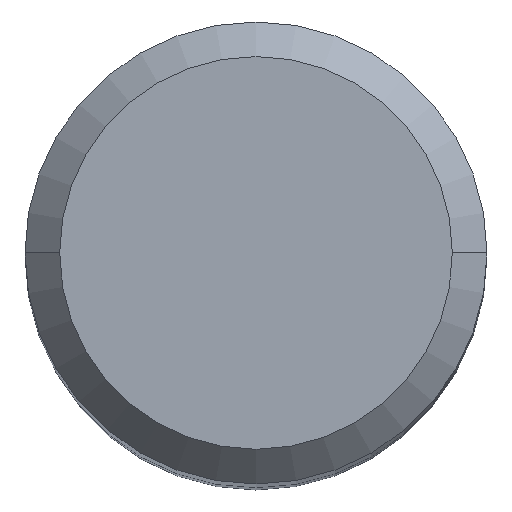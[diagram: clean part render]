
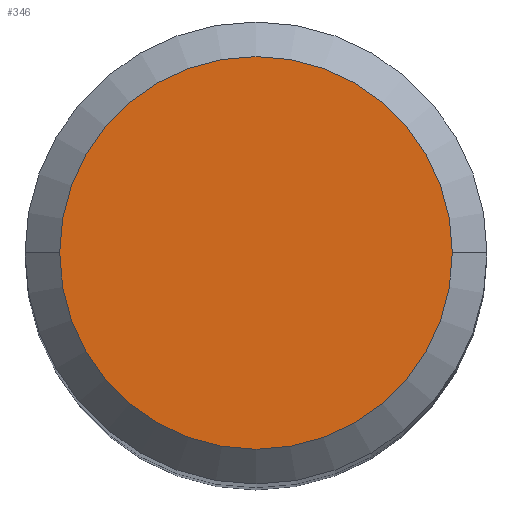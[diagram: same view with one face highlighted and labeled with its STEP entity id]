
A CAD part, top view. The second image highlights one B-rep face of the part: STEP entity #346.
In plain terms, the highlighted planar face has unit normal (0, 0, 1).
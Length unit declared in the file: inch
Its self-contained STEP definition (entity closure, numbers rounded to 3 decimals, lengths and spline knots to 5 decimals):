
#42 = AXIS2_PLACEMENT_3D ( 'NONE', #91, #52, #314 ) ;
#47 = CARTESIAN_POINT ( 'NONE',  ( -0.13387, 0., 0. ) ) ;
#52 = DIRECTION ( 'NONE',  ( 0., 0., 1. ) ) ;
#54 = CARTESIAN_POINT ( 'NONE',  ( 0., 0., 0. ) ) ;
#83 = DIRECTION ( 'NONE',  ( -1., 0., 0. ) ) ;
#91 = CARTESIAN_POINT ( 'NONE',  ( 0., 0., 0. ) ) ;
#92 = AXIS2_PLACEMENT_3D ( 'NONE', #392, #119, #83 ) ;
#98 = CARTESIAN_POINT ( 'NONE',  ( 0.13387, 0., 0. ) ) ;
#119 = DIRECTION ( 'NONE',  ( 0., 0., -1. ) ) ;
#123 = EDGE_CURVE ( 'NONE', #488, #215, #272, .T. ) ;
#198 = DIRECTION ( 'NONE',  ( 0., 0., 1. ) ) ;
#215 = VERTEX_POINT ( 'NONE', #98 ) ;
#227 = PLANE ( 'NONE',  #92 ) ;
#248 = EDGE_CURVE ( 'NONE', #215, #488, #251, .T. ) ;
#251 = CIRCLE ( 'NONE', #42, 0.13387 ) ;
#271 = DIRECTION ( 'NONE',  ( 1., 0., 0. ) ) ;
#272 = CIRCLE ( 'NONE', #408, 0.13387 ) ;
#314 = DIRECTION ( 'NONE',  ( 1., 0., 0. ) ) ;
#334 = ORIENTED_EDGE ( 'NONE', *, *, #123, .T. ) ;
#346 = ADVANCED_FACE ( 'NONE', ( #458 ), #227, .F. ) ;
#392 = CARTESIAN_POINT ( 'NONE',  ( 0., 0., 0. ) ) ;
#408 = AXIS2_PLACEMENT_3D ( 'NONE', #54, #198, #271 ) ;
#454 = EDGE_LOOP ( 'NONE', ( #334, #485 ) ) ;
#458 = FACE_OUTER_BOUND ( 'NONE', #454, .T. ) ;
#485 = ORIENTED_EDGE ( 'NONE', *, *, #248, .T. ) ;
#488 = VERTEX_POINT ( 'NONE', #47 ) ;
